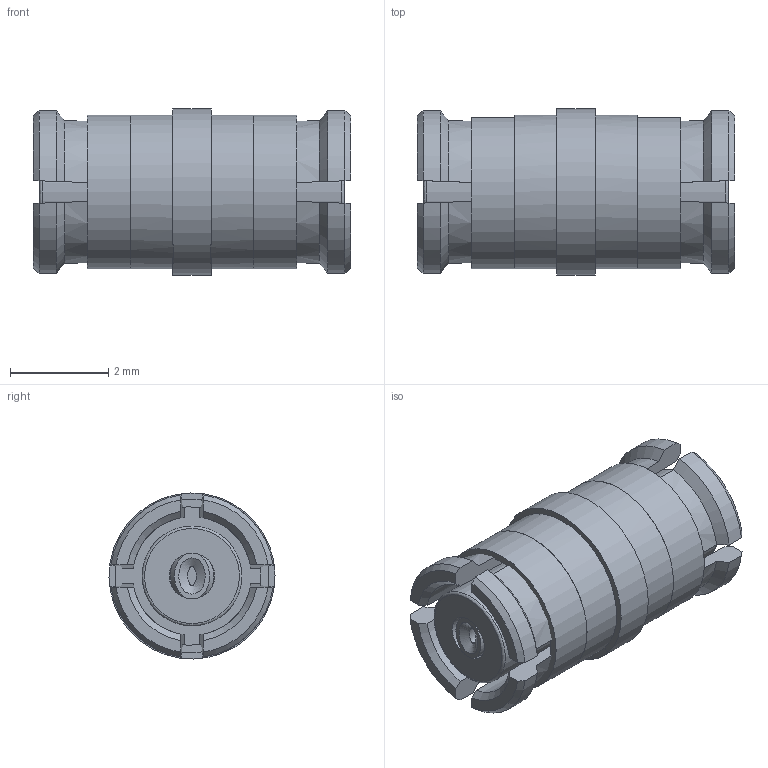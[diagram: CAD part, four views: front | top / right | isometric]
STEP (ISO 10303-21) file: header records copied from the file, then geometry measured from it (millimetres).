
FILE_DESCRIPTION (( 'STEP AP203' ), '1' );
FILE_NAME ('SM2611_3D.step', '2020-08-31T19:01:47', ( '' ), ( '' ), 'SwSTEP 2.0', 'SolidWorks 2018', '' );
FILE_SCHEMA (( 'CONFIG_CONTROL_DESIGN' ));
Length unit declared in the file: inch
Products named in the file (1): SM2611_3D
Bounding box: 6.45 x 3.38 x 3.38 mm (x, y, z)
Volume: 42.4 mm3; surface area: 179.3 mm2
Topology: 3 solids, 7 shells, 167 faces, 465 edges, 330 vertices
Faces by surface type: plane 56, bspline 40, cylinder 39, cone 32
Full cylindrical faces by diameter (mm): 0.927 x2, 2.032 x2, 3.124 x2, 3.378 x1
Entity records: 7387 total; most frequent: CARTESIAN_POINT 3668, ORIENTED_EDGE 896, DIRECTION 560, EDGE_CURVE 448, VERTEX_POINT 324, AXIS2_PLACEMENT_3D 232, EDGE_LOOP 196, FACE_OUTER_BOUND 178
